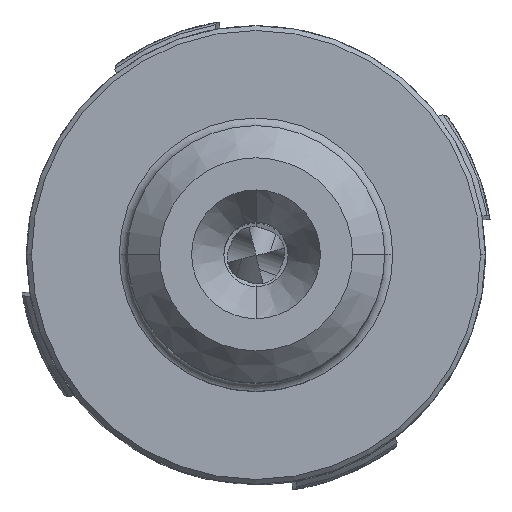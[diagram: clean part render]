
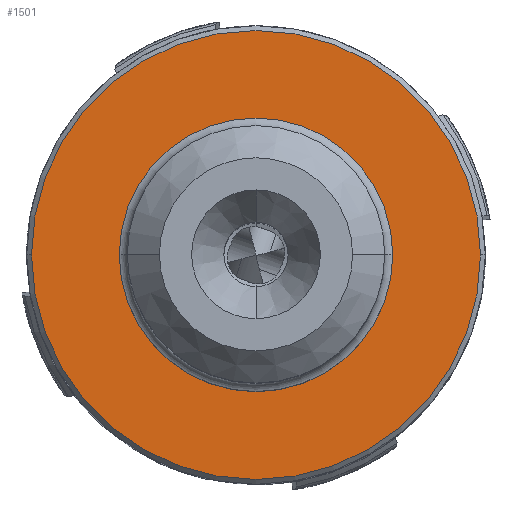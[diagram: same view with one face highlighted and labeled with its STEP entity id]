
A CAD part, top view. The second image highlights one B-rep face of the part: STEP entity #1501.
In plain terms, the highlighted planar face has unit normal (0, 0, 1).
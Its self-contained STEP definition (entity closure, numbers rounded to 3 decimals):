
#862=PLANE('',#10616);
#923=FACE_BOUND('',#2786,.T.);
#924=FACE_BOUND('',#2787,.T.);
#1501=ADVANCED_FACE('',(#923,#924),#862,.T.);
#2786=EDGE_LOOP('',(#6159,#6160,#6161));
#2787=EDGE_LOOP('',(#6162,#6163));
#6159=ORIENTED_EDGE('',*,*,#8943,.F.);
#6160=ORIENTED_EDGE('',*,*,#8944,.F.);
#6161=ORIENTED_EDGE('',*,*,#8945,.F.);
#6162=ORIENTED_EDGE('',*,*,#8946,.F.);
#6163=ORIENTED_EDGE('',*,*,#8947,.F.);
#7554=VERTEX_POINT('',#22931);
#7555=VERTEX_POINT('',#22933);
#7556=VERTEX_POINT('',#22937);
#7557=VERTEX_POINT('',#22940);
#7558=VERTEX_POINT('',#22941);
#8943=EDGE_CURVE('',#7555,#7554,#9563,.T.);
#8944=EDGE_CURVE('',#7556,#7555,#9564,.T.);
#8945=EDGE_CURVE('',#7554,#7556,#9565,.T.);
#8946=EDGE_CURVE('',#7557,#7558,#9566,.T.);
#8947=EDGE_CURVE('',#7558,#7557,#9567,.T.);
#9563=CIRCLE('',#10610,13.95);
#9564=CIRCLE('',#10612,13.95);
#9565=CIRCLE('',#10613,13.95);
#9566=CIRCLE('',#10614,8.5);
#9567=CIRCLE('',#10615,8.5);
#10610=AXIS2_PLACEMENT_3D('',#22934,#12831,#12832);
#10612=AXIS2_PLACEMENT_3D('',#22936,#12835,#12836);
#10613=AXIS2_PLACEMENT_3D('',#22938,#12837,#12838);
#10614=AXIS2_PLACEMENT_3D('',#22939,#12839,#12840);
#10615=AXIS2_PLACEMENT_3D('',#22942,#12841,#12842);
#10616=AXIS2_PLACEMENT_3D('',#22943,#12843,#12844);
#12831=DIRECTION('',(0.,0.,-1.));
#12832=DIRECTION('',(-1.,0.,0.));
#12835=DIRECTION('',(0.,0.,-1.));
#12836=DIRECTION('',(0.,-1.,0.));
#12837=DIRECTION('',(0.,0.,-1.));
#12838=DIRECTION('',(1.,0.,0.));
#12839=DIRECTION('',(0.,0.,1.));
#12840=DIRECTION('',(0.,-1.,0.));
#12841=DIRECTION('',(0.,0.,1.));
#12842=DIRECTION('',(0.,1.,0.));
#12843=DIRECTION('',(0.,0.,1.));
#12844=DIRECTION('',(-1.,0.,0.));
#22931=CARTESIAN_POINT('',(13.95,0.,0.));
#22933=CARTESIAN_POINT('',(-13.95,0.,0.));
#22934=CARTESIAN_POINT('',(0.,0.,0.));
#22936=CARTESIAN_POINT('',(0.,0.,0.));
#22937=CARTESIAN_POINT('',(0.,-13.95,0.));
#22938=CARTESIAN_POINT('',(0.,0.,0.));
#22939=CARTESIAN_POINT('',(0.,0.,0.));
#22940=CARTESIAN_POINT('',(0.,-8.5,0.));
#22941=CARTESIAN_POINT('',(0.,8.5,0.));
#22942=CARTESIAN_POINT('',(0.,0.,0.));
#22943=CARTESIAN_POINT('',(0.,0.,0.));
